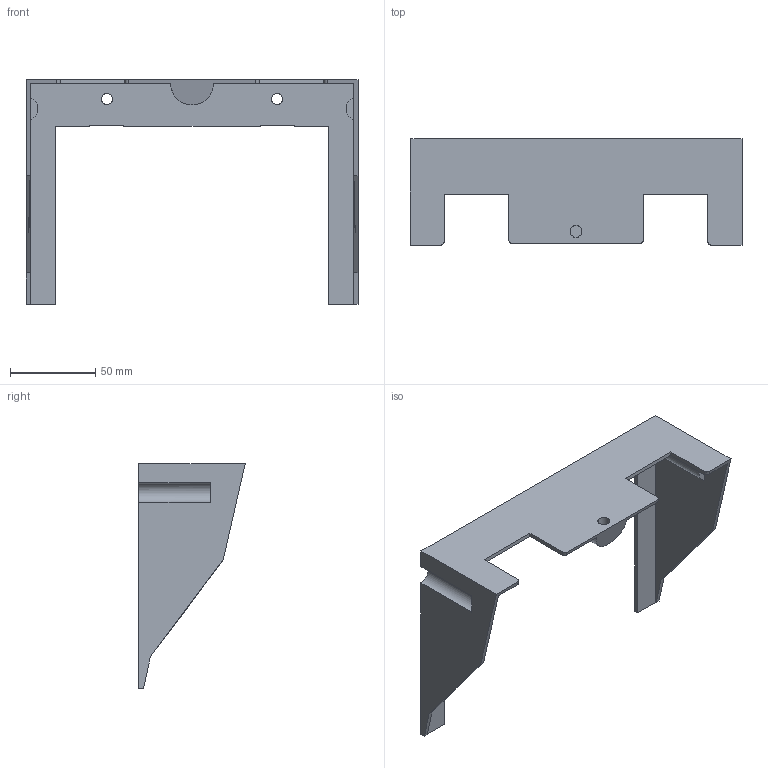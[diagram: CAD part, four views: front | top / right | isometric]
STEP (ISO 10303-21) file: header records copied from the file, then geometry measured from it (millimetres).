
FILE_DESCRIPTION(/* description */ (''),/* implementation_level */ '2;1');
FILE_NAME(/* name */ 'FDM_OH1WW-02 - UFC Box Lower.step',/* time_stamp */ '2024-09-18T16:05:11+02:00',/* author */ (''),/* organization */ (''),/* preprocessor_version */ 'ST-DEVELOPER v20',/* originating_system */ 'Autodesk Translation Framework v13.14.0.145',/* authorisation */ '');
FILE_SCHEMA (('AUTOMOTIVE_DESIGN { 1 0 10303 214 3 1 1 }'));
Length unit declared in the file: millimetre
Products named in the file (2): FDM_OH1WW-02 - UFC Box Lower v44; UFC Cover
Assembly tree (1 placements, depth 2):
  FDM_OH1WW-02 - UFC Box Lower v44
    UFC Cover
Bounding box: 194.9 x 62.51 x 132 mm (x, y, z)
Volume: 78394.3 mm3; surface area: 58471.7 mm2
Topology: 1 solids, 1 shells, 64 faces, 184 edges, 123 vertices
Faces by surface type: plane 50, cylinder 14
Full cylindrical faces by diameter (mm): 6.5 x2, 7 x1
Entity records: 2161 total; most frequent: CARTESIAN_POINT 379, ORIENTED_EDGE 368, DIRECTION 348, EDGE_CURVE 184, LINE 152, VECTOR 152, VERTEX_POINT 123, AXIS2_PLACEMENT_3D 98
